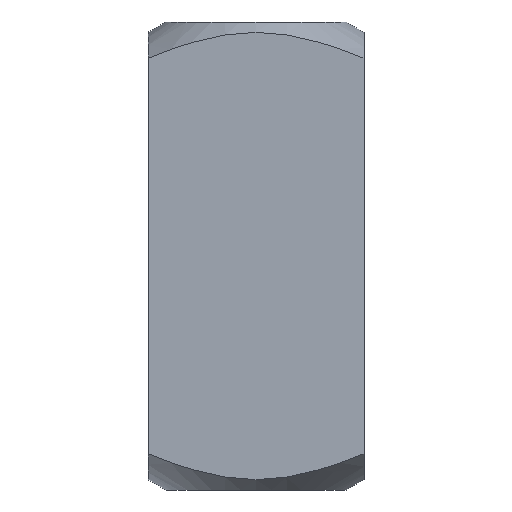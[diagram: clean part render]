
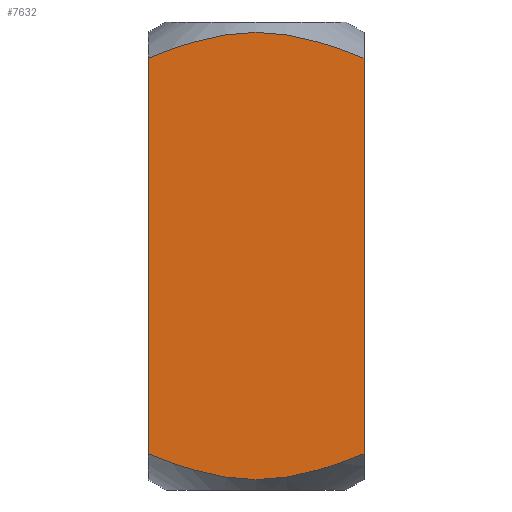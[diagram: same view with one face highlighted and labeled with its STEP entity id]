
A CAD part, front view. The second image highlights one B-rep face of the part: STEP entity #7632.
In plain terms, the highlighted planar face has unit normal (0, -1, 0).
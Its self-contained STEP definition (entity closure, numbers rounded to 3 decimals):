
#92=(
BOUNDED_CURVE()
B_SPLINE_CURVE(2,(#14845,#14846,#14847),.UNSPECIFIED.,.F.,.F.)
B_SPLINE_CURVE_WITH_KNOTS((3,3),(2.082,3.806),
 .UNSPECIFIED.)
CURVE()
GEOMETRIC_REPRESENTATION_ITEM()
RATIONAL_B_SPLINE_CURVE((1.333,1.333,1.105))
REPRESENTATION_ITEM('')
);
#93=(
BOUNDED_CURVE()
B_SPLINE_CURVE(2,(#14849,#14850,#14851),.UNSPECIFIED.,.F.,.F.)
B_SPLINE_CURVE_WITH_KNOTS((3,3),(0.357,2.082),
 .UNSPECIFIED.)
CURVE()
GEOMETRIC_REPRESENTATION_ITEM()
RATIONAL_B_SPLINE_CURVE((1.105,1.333,1.333))
REPRESENTATION_ITEM('')
);
#97=(
BOUNDED_CURVE()
B_SPLINE_CURVE(2,(#14872,#14873,#14874),.UNSPECIFIED.,.F.,.F.)
B_SPLINE_CURVE_WITH_KNOTS((3,3),(2.082,3.806),
 .UNSPECIFIED.)
CURVE()
GEOMETRIC_REPRESENTATION_ITEM()
RATIONAL_B_SPLINE_CURVE((1.333,1.333,1.105))
REPRESENTATION_ITEM('')
);
#98=(
BOUNDED_CURVE()
B_SPLINE_CURVE(2,(#14876,#14877,#14878),.UNSPECIFIED.,.F.,.F.)
B_SPLINE_CURVE_WITH_KNOTS((3,3),(0.357,2.082),
 .UNSPECIFIED.)
CURVE()
GEOMETRIC_REPRESENTATION_ITEM()
RATIONAL_B_SPLINE_CURVE((1.105,1.333,1.333))
REPRESENTATION_ITEM('')
);
#663=LINE('',#14859,#1112);
#666=LINE('',#14880,#1115);
#1112=VECTOR('',#10480,10.);
#1115=VECTOR('',#10489,10.);
#1809=FACE_OUTER_BOUND('',#2233,.T.);
#2233=EDGE_LOOP('',(#6679,#6680,#6681,#6682,#6683,#6684));
#3358=VERTEX_POINT('',#14832);
#3360=VERTEX_POINT('',#14840);
#3361=VERTEX_POINT('',#14844);
#3363=VERTEX_POINT('',#14855);
#3365=VERTEX_POINT('',#14867);
#3366=VERTEX_POINT('',#14871);
#4461=EDGE_CURVE('',#3361,#3360,#92,.T.);
#4463=EDGE_CURVE('',#3358,#3361,#93,.T.);
#4466=EDGE_CURVE('',#3363,#3360,#663,.T.);
#4470=EDGE_CURVE('',#3366,#3365,#97,.T.);
#4472=EDGE_CURVE('',#3363,#3366,#98,.T.);
#4473=EDGE_CURVE('',#3365,#3358,#666,.T.);
#6679=ORIENTED_EDGE('',*,*,#4463,.T.);
#6680=ORIENTED_EDGE('',*,*,#4461,.T.);
#6681=ORIENTED_EDGE('',*,*,#4466,.F.);
#6682=ORIENTED_EDGE('',*,*,#4472,.T.);
#6683=ORIENTED_EDGE('',*,*,#4470,.T.);
#6684=ORIENTED_EDGE('',*,*,#4473,.T.);
#6861=PLANE('',#8450);
#7632=ADVANCED_FACE('',(#1809),#6861,.T.);
#8450=AXIS2_PLACEMENT_3D('',#14881,#10490,#10491);
#10480=DIRECTION('',(0.,0.,-1.));
#10489=DIRECTION('',(0.,0.,-1.));
#10490=DIRECTION('center_axis',(0.,-1.,0.));
#10491=DIRECTION('ref_axis',(0.,0.,-1.));
#14832=CARTESIAN_POINT('',(-15.,-15.,-35.969));
#14840=CARTESIAN_POINT('',(15.,-15.,-35.969));
#14844=CARTESIAN_POINT('',(0.,-15.,-39.557));
#14845=CARTESIAN_POINT('Ctrl Pts',(0.,-15.,-39.557));
#14846=CARTESIAN_POINT('Ctrl Pts',(6.213,-15.,-39.557));
#14847=CARTESIAN_POINT('Ctrl Pts',(15.,-15.,-35.969));
#14849=CARTESIAN_POINT('Ctrl Pts',(-15.,-15.,-35.969));
#14850=CARTESIAN_POINT('Ctrl Pts',(-6.213,-15.,-39.557));
#14851=CARTESIAN_POINT('Ctrl Pts',(0.,-15.,-39.557));
#14855=CARTESIAN_POINT('',(15.,-15.,18.969));
#14859=CARTESIAN_POINT('',(15.,-15.,0.));
#14867=CARTESIAN_POINT('',(-15.,-15.,18.969));
#14871=CARTESIAN_POINT('',(0.,-15.,22.557));
#14872=CARTESIAN_POINT('Ctrl Pts',(0.,-15.,22.557));
#14873=CARTESIAN_POINT('Ctrl Pts',(-6.213,-15.,22.557));
#14874=CARTESIAN_POINT('Ctrl Pts',(-15.,-15.,18.969));
#14876=CARTESIAN_POINT('Ctrl Pts',(15.,-15.,18.969));
#14877=CARTESIAN_POINT('Ctrl Pts',(6.213,-15.,22.557));
#14878=CARTESIAN_POINT('Ctrl Pts',(0.,-15.,22.557));
#14880=CARTESIAN_POINT('',(-15.,-15.,0.));
#14881=CARTESIAN_POINT('Origin',(15.,-15.,0.));
